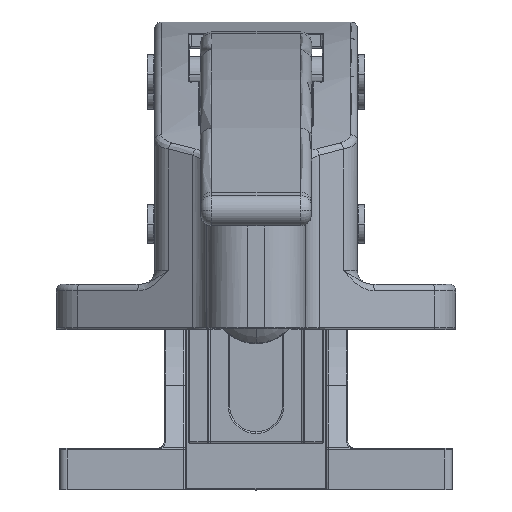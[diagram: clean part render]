
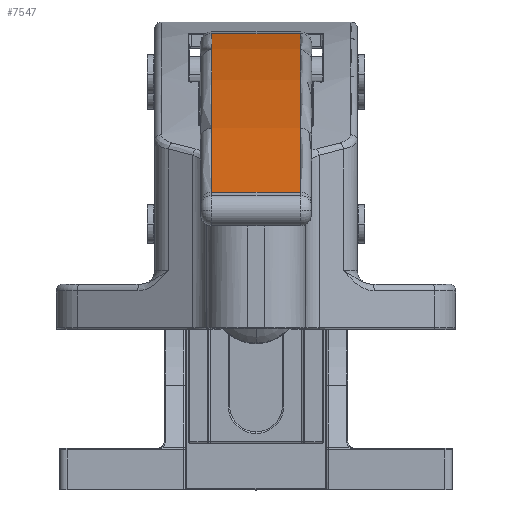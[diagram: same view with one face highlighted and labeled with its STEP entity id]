
A CAD part, top view. The second image highlights one B-rep face of the part: STEP entity #7547.
In plain terms, the highlighted cylindrical face has radius 300 mm (diameter 600 mm), a partial arc.
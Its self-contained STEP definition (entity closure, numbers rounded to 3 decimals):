
#7406 = EDGE_CURVE ( 'NONE', #7481, #7509, #33208, .T. ) ;
#7481 = VERTEX_POINT ( 'NONE', #33322 ) ;
#7509 = VERTEX_POINT ( 'NONE', #33408 ) ;
#7522 = VERTEX_POINT ( 'NONE', #33497 ) ;
#7530 = VERTEX_POINT ( 'NONE', #33395 ) ;
#7540 = EDGE_LOOP ( 'NONE', ( #7552, #7550, #7558, #7564 ) ) ;
#7544 = EDGE_CURVE ( 'NONE', #7481, #7522, #33467, .T. ) ;
#7547 = ADVANCED_FACE ( 'NONE', ( #33477 ), #33505, .T. ) ;
#7550 = ORIENTED_EDGE ( 'NONE', *, *, #7554, .T. ) ;
#7552 = ORIENTED_EDGE ( 'NONE', *, *, #7556, .T. ) ;
#7554 = EDGE_CURVE ( 'NONE', #7530, #7509, #33458, .T. ) ;
#7556 = EDGE_CURVE ( 'NONE', #7522, #7530, #33457, .T. ) ;
#7558 = ORIENTED_EDGE ( 'NONE', *, *, #7406, .F. ) ;
#7564 = ORIENTED_EDGE ( 'NONE', *, *, #7544, .T. ) ;
#33208 = LINE ( 'NONE', #33297, #33296 ) ;
#33295 = DIRECTION ( 'NONE',  ( 1., 0., 0. ) ) ;
#33296 = VECTOR ( 'NONE', #33295, 1000. ) ;
#33297 = CARTESIAN_POINT ( 'NONE',  ( -7.4, 13.1, -43.626 ) ) ;
#33322 = CARTESIAN_POINT ( 'NONE',  ( -5.9, 13.1, -43.626 ) ) ;
#33395 = CARTESIAN_POINT ( 'NONE',  ( 5.9, -6.536, 57.58 ) ) ;
#33408 = CARTESIAN_POINT ( 'NONE',  ( 5.9, 13.1, -43.626 ) ) ;
#33450 = CARTESIAN_POINT ( 'NONE',  ( -7.4, -286.846, -49.313 ) ) ;
#33452 = DIRECTION ( 'NONE',  ( 0., 0., 1. ) ) ;
#33454 = DIRECTION ( 'NONE',  ( 1., 0., 0. ) ) ;
#33455 = CARTESIAN_POINT ( 'NONE',  ( -5.9, -286.846, -49.313 ) ) ;
#33456 = DIRECTION ( 'NONE',  ( 1., 0., 0. ) ) ;
#33457 = LINE ( 'NONE', #33556, #33546 ) ;
#33458 = CIRCLE ( 'NONE', #33555, 300. ) ;
#33460 = AXIS2_PLACEMENT_3D ( 'NONE', #33450, #33456, #33561 ) ;
#33467 = CIRCLE ( 'NONE', #33491, 300. ) ;
#33477 = FACE_OUTER_BOUND ( 'NONE', #7540, .T. ) ;
#33491 = AXIS2_PLACEMENT_3D ( 'NONE', #33455, #33454, #33452 ) ;
#33497 = CARTESIAN_POINT ( 'NONE',  ( -5.9, -6.536, 57.58 ) ) ;
#33505 = CYLINDRICAL_SURFACE ( 'NONE', #33460, 300. ) ;
#33545 = DIRECTION ( 'NONE',  ( 1., 0., 0. ) ) ;
#33546 = VECTOR ( 'NONE', #33545, 1000. ) ;
#33552 = DIRECTION ( 'NONE',  ( 0., 0., 1. ) ) ;
#33553 = DIRECTION ( 'NONE',  ( -1., 0., 0. ) ) ;
#33554 = CARTESIAN_POINT ( 'NONE',  ( 5.9, -286.846, -49.313 ) ) ;
#33555 = AXIS2_PLACEMENT_3D ( 'NONE', #33554, #33553, #33552 ) ;
#33556 = CARTESIAN_POINT ( 'NONE',  ( -7.4, -6.536, 57.58 ) ) ;
#33561 = DIRECTION ( 'NONE',  ( 0., 0., -1. ) ) ;
